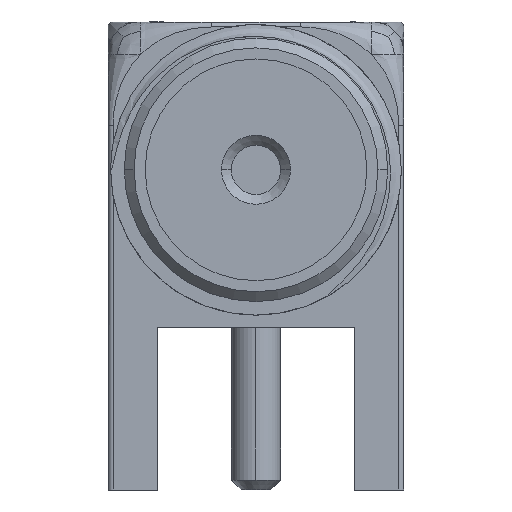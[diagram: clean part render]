
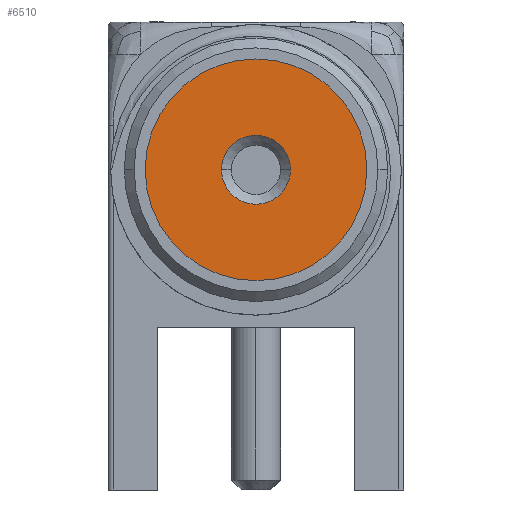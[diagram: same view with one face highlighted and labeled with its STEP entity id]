
A CAD part, front view. The second image highlights one B-rep face of the part: STEP entity #6510.
In plain terms, the highlighted planar face has unit normal (0, -1, 0).
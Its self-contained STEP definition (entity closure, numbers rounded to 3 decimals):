
#883 = VERTEX_POINT ( 'NONE', #11664 ) ;
#1243 = CARTESIAN_POINT ( 'NONE',  ( 2.25, 0.05, 14.05 ) ) ;
#2553 = DIRECTION ( 'NONE',  ( 0., -1., 0. ) ) ;
#2707 = CARTESIAN_POINT ( 'NONE',  ( 0., 0.05, 14.05 ) ) ;
#2962 = DIRECTION ( 'NONE',  ( 1., 0., 0. ) ) ;
#3399 = EDGE_CURVE ( 'NONE', #12930, #20471, #22480, .T. ) ;
#3472 = DIRECTION ( 'NONE',  ( 1., 0., 0. ) ) ;
#3778 = CIRCLE ( 'NONE', #16561, 2.25 ) ;
#5138 = DIRECTION ( 'NONE',  ( 0., 1., 0. ) ) ;
#6510 = ADVANCED_FACE ( 'NONE', ( #16440, #9554 ), #18394, .T. ) ;
#6674 = EDGE_LOOP ( 'NONE', ( #9192, #14311 ) ) ;
#6976 = CARTESIAN_POINT ( 'NONE',  ( -0.7, 0.05, 14.05 ) ) ;
#8322 = CARTESIAN_POINT ( 'NONE',  ( -2.25, 0.05, 14.05 ) ) ;
#8492 = AXIS2_PLACEMENT_3D ( 'NONE', #20320, #5138, #23859 ) ;
#9192 = ORIENTED_EDGE ( 'NONE', *, *, #15231, .T. ) ;
#9550 = AXIS2_PLACEMENT_3D ( 'NONE', #2707, #19487, #2962 ) ;
#9554 = FACE_OUTER_BOUND ( 'NONE', #15268, .T. ) ;
#10783 = CARTESIAN_POINT ( 'NONE',  ( 0., 0.05, 14.05 ) ) ;
#11057 = VERTEX_POINT ( 'NONE', #6976 ) ;
#11664 = CARTESIAN_POINT ( 'NONE',  ( 0.7, 0.05, 14.05 ) ) ;
#12661 = DIRECTION ( 'NONE',  ( 1., 0., 0. ) ) ;
#12930 = VERTEX_POINT ( 'NONE', #8322 ) ;
#14211 = EDGE_CURVE ( 'NONE', #20471, #12930, #3778, .T. ) ;
#14311 = ORIENTED_EDGE ( 'NONE', *, *, #18194, .T. ) ;
#15231 = EDGE_CURVE ( 'NONE', #883, #11057, #16621, .T. ) ;
#15268 = EDGE_LOOP ( 'NONE', ( #15455, #21505 ) ) ;
#15455 = ORIENTED_EDGE ( 'NONE', *, *, #14211, .T. ) ;
#15576 = CARTESIAN_POINT ( 'NONE',  ( 0., 0.05, 14.05 ) ) ;
#15688 = DIRECTION ( 'NONE',  ( 1., 0., 0. ) ) ;
#16440 = FACE_BOUND ( 'NONE', #6674, .T. ) ;
#16561 = AXIS2_PLACEMENT_3D ( 'NONE', #19584, #2553, #12661 ) ;
#16621 = CIRCLE ( 'NONE', #8492, 0.7 ) ;
#17400 = AXIS2_PLACEMENT_3D ( 'NONE', #10783, #21716, #3472 ) ;
#18194 = EDGE_CURVE ( 'NONE', #11057, #883, #23503, .T. ) ;
#18394 = PLANE ( 'NONE',  #21064 ) ;
#19487 = DIRECTION ( 'NONE',  ( 0., 1., 0. ) ) ;
#19584 = CARTESIAN_POINT ( 'NONE',  ( 0., 0.05, 14.05 ) ) ;
#20320 = CARTESIAN_POINT ( 'NONE',  ( 0., 0.05, 14.05 ) ) ;
#20471 = VERTEX_POINT ( 'NONE', #1243 ) ;
#21064 = AXIS2_PLACEMENT_3D ( 'NONE', #15576, #23026, #15688 ) ;
#21505 = ORIENTED_EDGE ( 'NONE', *, *, #3399, .T. ) ;
#21716 = DIRECTION ( 'NONE',  ( 0., -1., 0. ) ) ;
#22480 = CIRCLE ( 'NONE', #17400, 2.25 ) ;
#23026 = DIRECTION ( 'NONE',  ( 0., -1., 0. ) ) ;
#23503 = CIRCLE ( 'NONE', #9550, 0.7 ) ;
#23859 = DIRECTION ( 'NONE',  ( 1., 0., 0. ) ) ;
